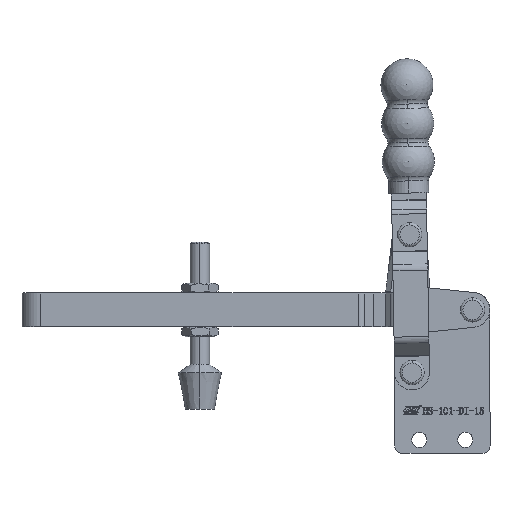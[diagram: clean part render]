
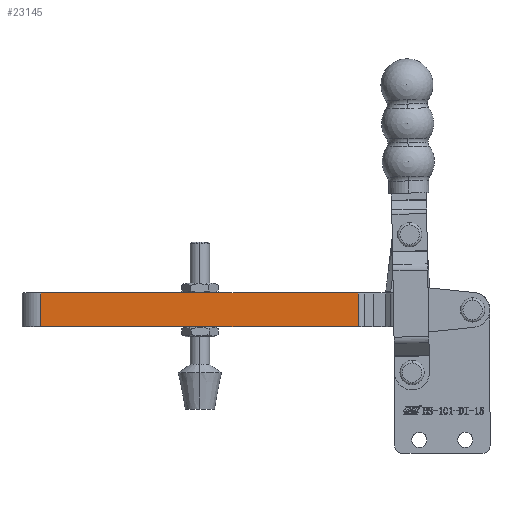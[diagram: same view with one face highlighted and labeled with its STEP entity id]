
A CAD part, top view. The second image highlights one B-rep face of the part: STEP entity #23145.
In plain terms, the highlighted face is planar.
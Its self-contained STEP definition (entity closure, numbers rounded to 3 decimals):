
#1999 = AXIS2_PLACEMENT_3D ( 'NONE', #21711, #21719, #21720 ) ;
#3493 = CARTESIAN_POINT ( 'NONE',  ( 0., -7.7, 17. ) ) ;
#3494 = DIRECTION ( 'NONE',  ( 1., 0., 0. ) ) ;
#3553 = CARTESIAN_POINT ( 'NONE',  ( 131.251, -7.7, 20. ) ) ;
#3557 = DIRECTION ( 'NONE',  ( 0., 0., -1. ) ) ;
#8631 = LINE ( 'NONE', #11078, #8636 ) ;
#8636 = VECTOR ( 'NONE', #11085, 1000. ) ;
#8659 = LINE ( 'NONE', #11121, #8661 ) ;
#8661 = VECTOR ( 'NONE', #11120, 1000. ) ;
#8792 = LINE ( 'NONE', #3493, #8795 ) ;
#8795 = VECTOR ( 'NONE', #3494, 1000. ) ;
#8831 = LINE ( 'NONE', #3553, #8836 ) ;
#8836 = VECTOR ( 'NONE', #3557, 1000. ) ;
#9956 = CARTESIAN_POINT ( 'NONE',  ( 0., -7.7, 17. ) ) ;
#11078 = CARTESIAN_POINT ( 'NONE',  ( 0., -7.7, 20. ) ) ;
#11085 = DIRECTION ( 'NONE',  ( 0., 0., -1. ) ) ;
#11120 = DIRECTION ( 'NONE',  ( 1., 0., 0. ) ) ;
#11121 = CARTESIAN_POINT ( 'NONE',  ( 0., -7.7, 3. ) ) ;
#13271 = EDGE_CURVE ( 'NONE', #22822, #23256, #8631, .T. ) ;
#13288 = EDGE_CURVE ( 'NONE', #23256, #23315, #8659, .T. ) ;
#13371 = EDGE_CURVE ( 'NONE', #22822, #23301, #8792, .T. ) ;
#13397 = EDGE_CURVE ( 'NONE', #23301, #23315, #8831, .T. ) ;
#14330 = ORIENTED_EDGE ( 'NONE', *, *, #13271, .T. ) ;
#14380 = ORIENTED_EDGE ( 'NONE', *, *, #13371, .F. ) ;
#14487 = ORIENTED_EDGE ( 'NONE', *, *, #13288, .T. ) ;
#14530 = ORIENTED_EDGE ( 'NONE', *, *, #13397, .F. ) ;
#18550 = CARTESIAN_POINT ( 'NONE',  ( 0., -7.7, 3. ) ) ;
#18581 = CARTESIAN_POINT ( 'NONE',  ( 131.251, -7.7, 17. ) ) ;
#18592 = CARTESIAN_POINT ( 'NONE',  ( 131.251, -7.7, 3. ) ) ;
#21711 = CARTESIAN_POINT ( 'NONE',  ( 0., -7.7, 20. ) ) ;
#21716 = PLANE ( 'NONE',  #1999 ) ;
#21719 = DIRECTION ( 'NONE',  ( 0., 1., 0. ) ) ;
#21720 = DIRECTION ( 'NONE',  ( 0., 0., 1. ) ) ;
#22184 = EDGE_LOOP ( 'NONE', ( #14487, #14530, #14380, #14330 ) ) ;
#22822 = VERTEX_POINT ( 'NONE', #9956 ) ;
#23145 = ADVANCED_FACE ( 'NONE', ( #24152 ), #21716, .F. ) ;
#23256 = VERTEX_POINT ( 'NONE', #18550 ) ;
#23301 = VERTEX_POINT ( 'NONE', #18581 ) ;
#23315 = VERTEX_POINT ( 'NONE', #18592 ) ;
#24152 = FACE_OUTER_BOUND ( 'NONE', #22184, .T. ) ;
